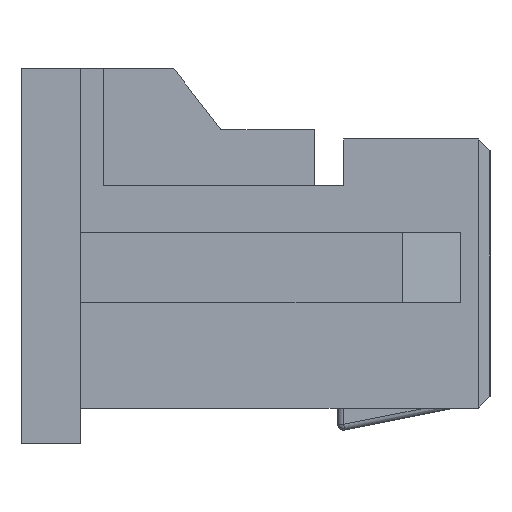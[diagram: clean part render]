
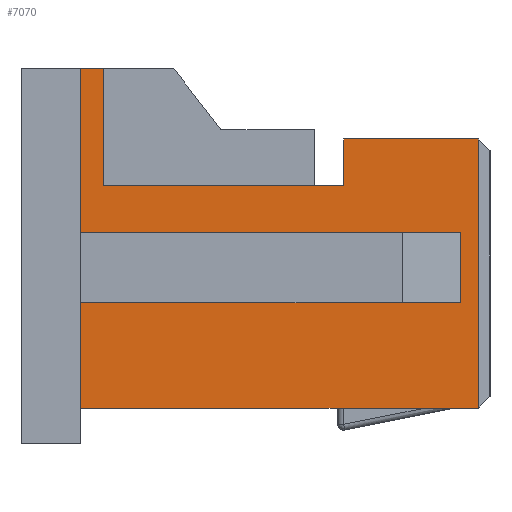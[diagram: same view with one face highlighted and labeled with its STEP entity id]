
A CAD part, left-side view. The second image highlights one B-rep face of the part: STEP entity #7070.
In plain terms, the highlighted planar face has unit normal (-1, 0, 0).
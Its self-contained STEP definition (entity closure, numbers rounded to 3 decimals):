
#746=DIRECTION('',(0.,0.,1.));
#747=VECTOR('',#746,1.);
#748=CARTESIAN_POINT('',(-4.565,3.3,0.6));
#749=LINE('',#748,#747);
#967=DIRECTION('',(0.,-1.,0.));
#968=VECTOR('',#967,0.2);
#969=CARTESIAN_POINT('',(-4.565,3.5,1.6));
#970=LINE('',#969,#968);
#1465=DIRECTION('',(0.,1.,0.));
#1466=VECTOR('',#1465,1.15);
#1467=CARTESIAN_POINT('',(-4.565,0.1,1.));
#1468=LINE('',#1467,#1466);
#1673=DIRECTION('',(0.,1.,0.));
#1674=VECTOR('',#1673,3.4);
#1675=CARTESIAN_POINT('',(-4.565,0.1,-1.3));
#1676=LINE('',#1675,#1674);
#1801=DIRECTION('',(0.,0.,1.));
#1802=VECTOR('',#1801,0.9);
#1803=CARTESIAN_POINT('',(-4.565,3.5,-1.3));
#1804=LINE('',#1803,#1802);
#1865=DIRECTION('',(0.,0.,1.));
#1866=VECTOR('',#1865,0.6);
#1867=CARTESIAN_POINT('',(-4.565,0.25,-0.4));
#1868=LINE('',#1867,#1866);
#1869=DIRECTION('',(0.,1.,0.));
#1870=VECTOR('',#1869,3.25);
#1871=CARTESIAN_POINT('',(-4.565,0.25,0.2));
#1872=LINE('',#1871,#1870);
#1873=DIRECTION('',(0.,0.,1.));
#1874=VECTOR('',#1873,1.4);
#1875=CARTESIAN_POINT('',(-4.565,3.5,0.2));
#1876=LINE('',#1875,#1874);
#1877=DIRECTION('',(0.,1.,0.));
#1878=VECTOR('',#1877,2.05);
#1879=CARTESIAN_POINT('',(-4.565,1.25,0.6));
#1880=LINE('',#1879,#1878);
#1881=DIRECTION('',(0.,0.,-1.));
#1882=VECTOR('',#1881,0.4);
#1883=CARTESIAN_POINT('',(-4.565,1.25,1.));
#1884=LINE('',#1883,#1882);
#1885=DIRECTION('',(0.,0.,1.));
#1886=VECTOR('',#1885,2.3);
#1887=CARTESIAN_POINT('',(-4.565,0.1,-1.3));
#1888=LINE('',#1887,#1886);
#1909=DIRECTION('',(0.,1.,0.));
#1910=VECTOR('',#1909,3.25);
#1911=CARTESIAN_POINT('',(-4.565,0.25,-0.4));
#1912=LINE('',#1911,#1910);
#3875=CARTESIAN_POINT('',(-4.565,3.5,0.2));
#3877=VERTEX_POINT('',#3875);
#3878=CARTESIAN_POINT('',(-4.565,3.5,-0.4));
#3880=VERTEX_POINT('',#3878);
#3882=CARTESIAN_POINT('',(-4.565,3.5,-1.3));
#3883=VERTEX_POINT('',#3882);
#3892=CARTESIAN_POINT('',(-4.565,1.25,1.));
#3893=CARTESIAN_POINT('',(-4.565,1.25,0.6));
#3894=VERTEX_POINT('',#3892);
#3895=VERTEX_POINT('',#3893);
#3952=CARTESIAN_POINT('',(-4.565,3.3,0.6));
#3953=VERTEX_POINT('',#3952);
#3976=CARTESIAN_POINT('',(-4.565,3.5,1.6));
#3977=VERTEX_POINT('',#3976);
#3982=CARTESIAN_POINT('',(-4.565,3.3,1.6));
#3983=VERTEX_POINT('',#3982);
#4402=CARTESIAN_POINT('',(-4.565,0.1,1.));
#4403=VERTEX_POINT('',#4402);
#4406=CARTESIAN_POINT('',(-4.565,0.1,-1.3));
#4407=VERTEX_POINT('',#4406);
#4471=CARTESIAN_POINT('',(-4.565,0.25,0.2));
#4473=VERTEX_POINT('',#4471);
#4474=CARTESIAN_POINT('',(-4.565,0.25,-0.4));
#4475=VERTEX_POINT('',#4474);
#7048=CARTESIAN_POINT('',(-4.565,0.,0.2));
#7049=DIRECTION('',(1.,0.,0.));
#7050=DIRECTION('',(0.,0.,1.));
#7051=AXIS2_PLACEMENT_3D('',#7048,#7049,#7050);
#7052=PLANE('',#7051);
#7054=ORIENTED_EDGE('',*,*,#7053,.T.);
#7056=ORIENTED_EDGE('',*,*,#7055,.T.);
#7057=ORIENTED_EDGE('',*,*,#6920,.T.);
#7058=ORIENTED_EDGE('',*,*,#5958,.T.);
#7059=ORIENTED_EDGE('',*,*,#5717,.F.);
#7060=ORIENTED_EDGE('',*,*,#6242,.F.);
#7061=ORIENTED_EDGE('',*,*,#6363,.F.);
#7062=ORIENTED_EDGE('',*,*,#6605,.F.);
#7063=ORIENTED_EDGE('',*,*,#6707,.F.);
#7064=ORIENTED_EDGE('',*,*,#6751,.T.);
#7065=ORIENTED_EDGE('',*,*,#6928,.T.);
#7067=ORIENTED_EDGE('',*,*,#7066,.F.);
#7068=EDGE_LOOP('',(#7054,#7056,#7057,#7058,#7059,#7060,#7061,#7062,#7063,#7064,
#7065,#7067));
#7069=FACE_OUTER_BOUND('',#7068,.F.);
#5717=EDGE_CURVE('',#3953,#3983,#749,.T.);
#5958=EDGE_CURVE('',#3977,#3983,#970,.T.);
#6242=EDGE_CURVE('',#3895,#3953,#1880,.T.);
#6363=EDGE_CURVE('',#3894,#3895,#1884,.T.);
#6605=EDGE_CURVE('',#4403,#3894,#1468,.T.);
#6707=EDGE_CURVE('',#4407,#4403,#1888,.T.);
#6751=EDGE_CURVE('',#4407,#3883,#1676,.T.);
#6920=EDGE_CURVE('',#3877,#3977,#1876,.T.);
#6928=EDGE_CURVE('',#3883,#3880,#1804,.T.);
#7053=EDGE_CURVE('',#4475,#4473,#1868,.T.);
#7055=EDGE_CURVE('',#4473,#3877,#1872,.T.);
#7066=EDGE_CURVE('',#4475,#3880,#1912,.T.);
#7070=ADVANCED_FACE('',(#7069),#7052,.F.);
